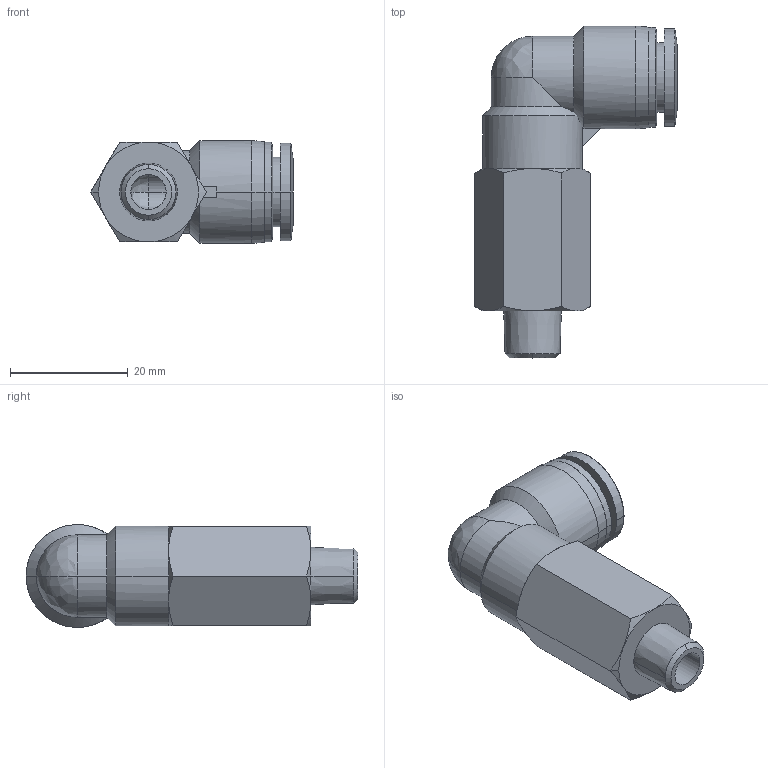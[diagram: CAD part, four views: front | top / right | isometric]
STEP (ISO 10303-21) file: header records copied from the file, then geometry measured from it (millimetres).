
FILE_DESCRIPTION (( 'STEP AP214' ), '1' );
FILE_NAME ('MEL10M-18R.step', '2016-02-24T20:42:14', ( '' ), ( '' ), 'SwSTEP 2.0', 'SolidWorks 2015', '' );
FILE_SCHEMA (( 'AUTOMOTIVE_DESIGN' ));
Length unit declared in the file: inch
Products named in the file (1): MEL10M-18R
Bounding box: 34.41 x 56.45 x 17.5 mm (x, y, z)
Volume: 11406 mm3; surface area: 5879.2 mm2
Topology: 1 solids, 1 shells, 69 faces, 168 edges, 102 vertices
Faces by surface type: cone 25, cylinder 20, plane 16, bspline 6, torus 2
Entity records: 3156 total; most frequent: CARTESIAN_POINT 686, ORIENTED_EDGE 328, DIRECTION 315, EDGE_CURVE 164, AXIS2_PLACEMENT_3D 135, VERTEX_POINT 102, EDGE_LOOP 76, DIMENSIONAL_EXPONENTS 72
